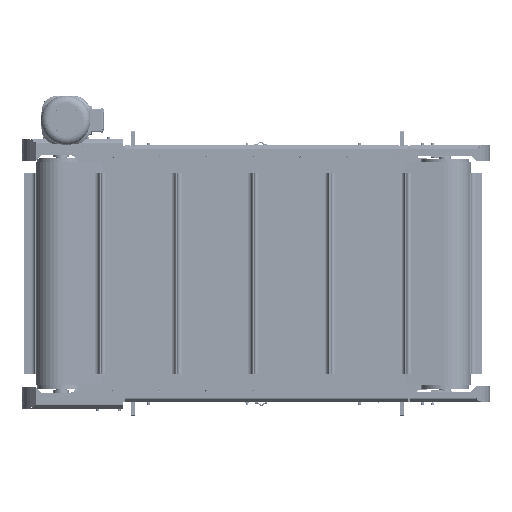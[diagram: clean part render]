
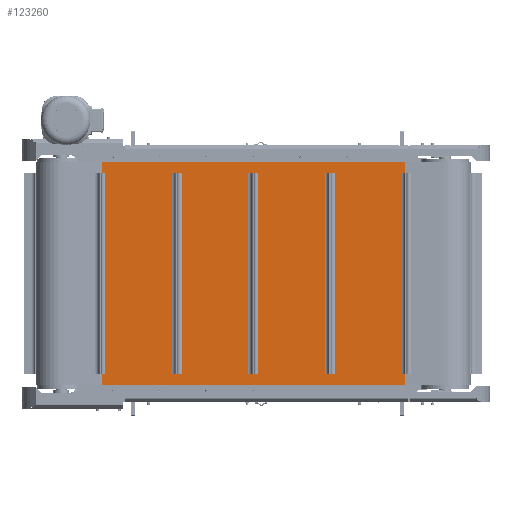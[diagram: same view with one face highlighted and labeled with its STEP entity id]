
A CAD part, left-side view. The second image highlights one B-rep face of the part: STEP entity #123260.
In plain terms, the highlighted planar face has unit normal (-1, 0, 0).
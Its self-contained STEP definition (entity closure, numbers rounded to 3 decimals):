
#1655=FACE_BOUND('',#17452,.T.);
#1656=FACE_BOUND('',#17453,.T.);
#1657=FACE_BOUND('',#17454,.T.);
#4291=PLANE('',#130931);
#10451=FACE_OUTER_BOUND('',#17451,.T.);
#17451=EDGE_LOOP('',(#84057,#84058,#84059,#84060,#84061,#84062,#84063,#84064,
#84065,#84066,#84067,#84068));
#17452=EDGE_LOOP('',(#84069,#84070,#84071,#84072));
#17453=EDGE_LOOP('',(#84073,#84074,#84075,#84076));
#17454=EDGE_LOOP('',(#84077,#84078,#84079,#84080));
#25376=LINE('',#180117,#36200);
#25382=LINE('',#180133,#36206);
#25395=LINE('',#180162,#36219);
#25397=LINE('',#180167,#36221);
#25401=LINE('',#180174,#36225);
#25402=LINE('',#180178,#36226);
#25406=LINE('',#180186,#36230);
#25419=LINE('',#180220,#36243);
#25421=LINE('',#180223,#36245);
#25422=LINE('',#180227,#36246);
#25426=LINE('',#180235,#36250);
#25439=LINE('',#180269,#36263);
#25441=LINE('',#180272,#36265);
#25442=LINE('',#180276,#36266);
#25446=LINE('',#180284,#36270);
#25459=LINE('',#180318,#36283);
#25461=LINE('',#180321,#36285);
#25462=LINE('',#180325,#36286);
#25480=LINE('',#180370,#36304);
#25483=LINE('',#180374,#36307);
#25484=LINE('',#180377,#36308);
#25485=LINE('',#180378,#36309);
#25486=LINE('',#180380,#36310);
#25487=LINE('',#180381,#36311);
#36200=VECTOR('',#144990,10.);
#36206=VECTOR('',#145002,10.);
#36219=VECTOR('',#145031,10.);
#36221=VECTOR('',#145037,10.);
#36225=VECTOR('',#145041,10.);
#36226=VECTOR('',#145044,10.);
#36230=VECTOR('',#145050,10.);
#36243=VECTOR('',#145083,10.);
#36245=VECTOR('',#145087,10.);
#36246=VECTOR('',#145090,10.);
#36250=VECTOR('',#145096,10.);
#36263=VECTOR('',#145129,10.);
#36265=VECTOR('',#145133,10.);
#36266=VECTOR('',#145136,10.);
#36270=VECTOR('',#145142,10.);
#36283=VECTOR('',#145175,10.);
#36285=VECTOR('',#145179,10.);
#36286=VECTOR('',#145182,10.);
#36304=VECTOR('',#145222,10.);
#36307=VECTOR('',#145227,10.);
#36308=VECTOR('',#145230,10.);
#36309=VECTOR('',#145231,10.);
#36310=VECTOR('',#145232,10.);
#36311=VECTOR('',#145233,10.);
#52000=VERTEX_POINT('',#180113);
#52002=VERTEX_POINT('',#180116);
#52009=VERTEX_POINT('',#180132);
#52017=VERTEX_POINT('',#180159);
#52018=VERTEX_POINT('',#180166);
#52021=VERTEX_POINT('',#180172);
#52022=VERTEX_POINT('',#180176);
#52023=VERTEX_POINT('',#180177);
#52026=VERTEX_POINT('',#180185);
#52037=VERTEX_POINT('',#180219);
#52038=VERTEX_POINT('',#180225);
#52039=VERTEX_POINT('',#180226);
#52042=VERTEX_POINT('',#180234);
#52053=VERTEX_POINT('',#180268);
#52054=VERTEX_POINT('',#180274);
#52055=VERTEX_POINT('',#180275);
#52058=VERTEX_POINT('',#180283);
#52069=VERTEX_POINT('',#180317);
#52070=VERTEX_POINT('',#180323);
#52071=VERTEX_POINT('',#180324);
#52086=VERTEX_POINT('',#180368);
#52087=VERTEX_POINT('',#180369);
#52088=VERTEX_POINT('',#180376);
#52089=VERTEX_POINT('',#180379);
#64099=EDGE_CURVE('',#52002,#52000,#25376,.T.);
#64107=EDGE_CURVE('',#52009,#52002,#25382,.T.);
#64122=EDGE_CURVE('',#52017,#52009,#25395,.T.);
#64124=EDGE_CURVE('',#52018,#52017,#25397,.T.);
#64128=EDGE_CURVE('',#52000,#52021,#25401,.T.);
#64129=EDGE_CURVE('',#52022,#52023,#25402,.T.);
#64133=EDGE_CURVE('',#52026,#52022,#25406,.T.);
#64150=EDGE_CURVE('',#52037,#52026,#25419,.T.);
#64152=EDGE_CURVE('',#52023,#52037,#25421,.T.);
#64153=EDGE_CURVE('',#52038,#52039,#25422,.T.);
#64157=EDGE_CURVE('',#52042,#52038,#25426,.T.);
#64174=EDGE_CURVE('',#52053,#52042,#25439,.T.);
#64176=EDGE_CURVE('',#52039,#52053,#25441,.T.);
#64177=EDGE_CURVE('',#52054,#52055,#25442,.T.);
#64181=EDGE_CURVE('',#52058,#52054,#25446,.T.);
#64198=EDGE_CURVE('',#52069,#52058,#25459,.T.);
#64200=EDGE_CURVE('',#52055,#52069,#25461,.T.);
#64201=EDGE_CURVE('',#52070,#52071,#25462,.T.);
#64223=EDGE_CURVE('',#52086,#52087,#25480,.T.);
#64226=EDGE_CURVE('',#52071,#52086,#25483,.T.);
#64227=EDGE_CURVE('',#52088,#52021,#25484,.T.);
#64228=EDGE_CURVE('',#52088,#52070,#25485,.T.);
#64229=EDGE_CURVE('',#52087,#52089,#25486,.T.);
#64230=EDGE_CURVE('',#52018,#52089,#25487,.T.);
#84057=ORIENTED_EDGE('',*,*,#64099,.T.);
#84058=ORIENTED_EDGE('',*,*,#64128,.T.);
#84059=ORIENTED_EDGE('',*,*,#64227,.F.);
#84060=ORIENTED_EDGE('',*,*,#64228,.T.);
#84061=ORIENTED_EDGE('',*,*,#64201,.T.);
#84062=ORIENTED_EDGE('',*,*,#64226,.T.);
#84063=ORIENTED_EDGE('',*,*,#64223,.T.);
#84064=ORIENTED_EDGE('',*,*,#64229,.T.);
#84065=ORIENTED_EDGE('',*,*,#64230,.F.);
#84066=ORIENTED_EDGE('',*,*,#64124,.T.);
#84067=ORIENTED_EDGE('',*,*,#64122,.T.);
#84068=ORIENTED_EDGE('',*,*,#64107,.T.);
#84069=ORIENTED_EDGE('',*,*,#64133,.T.);
#84070=ORIENTED_EDGE('',*,*,#64129,.T.);
#84071=ORIENTED_EDGE('',*,*,#64152,.T.);
#84072=ORIENTED_EDGE('',*,*,#64150,.T.);
#84073=ORIENTED_EDGE('',*,*,#64157,.T.);
#84074=ORIENTED_EDGE('',*,*,#64153,.T.);
#84075=ORIENTED_EDGE('',*,*,#64176,.T.);
#84076=ORIENTED_EDGE('',*,*,#64174,.T.);
#84077=ORIENTED_EDGE('',*,*,#64181,.T.);
#84078=ORIENTED_EDGE('',*,*,#64177,.T.);
#84079=ORIENTED_EDGE('',*,*,#64200,.T.);
#84080=ORIENTED_EDGE('',*,*,#64198,.T.);
#123260=ADVANCED_FACE('',(#10451,#1655,#1656,#1657),#4291,.T.);
#130931=AXIS2_PLACEMENT_3D('',#180375,#145228,#145229);
#144990=DIRECTION('',(0.,-1.,0.));
#145002=DIRECTION('',(0.,0.,1.));
#145031=DIRECTION('',(0.,1.,0.));
#145037=DIRECTION('',(0.,0.,1.));
#145041=DIRECTION('',(0.,0.,1.));
#145044=DIRECTION('',(0.,0.,1.));
#145050=DIRECTION('',(0.,1.,0.));
#145083=DIRECTION('',(0.,0.,-1.));
#145087=DIRECTION('',(0.,-1.,0.));
#145090=DIRECTION('',(0.,0.,1.));
#145096=DIRECTION('',(0.,1.,0.));
#145129=DIRECTION('',(0.,0.,-1.));
#145133=DIRECTION('',(0.,-1.,0.));
#145136=DIRECTION('',(0.,0.,1.));
#145142=DIRECTION('',(0.,1.,0.));
#145175=DIRECTION('',(0.,0.,-1.));
#145179=DIRECTION('',(0.,-1.,0.));
#145182=DIRECTION('',(0.,-1.,0.));
#145222=DIRECTION('',(0.,1.,0.));
#145227=DIRECTION('',(0.,0.,-1.));
#145228=DIRECTION('center_axis',(-1.,0.,0.));
#145229=DIRECTION('ref_axis',(0.,-1.,0.));
#145230=DIRECTION('',(0.,-1.,0.));
#145231=DIRECTION('',(0.,0.,-1.));
#145232=DIRECTION('',(0.,0.,-1.));
#145233=DIRECTION('',(0.,1.,0.));
#180113=CARTESIAN_POINT('',(-201.85,-701.513,450.));
#180116=CARTESIAN_POINT('',(-201.85,-686.579,450.));
#180117=CARTESIAN_POINT('',(-201.85,-25.588,450.));
#180132=CARTESIAN_POINT('',(-201.85,-686.579,-450.));
#180133=CARTESIAN_POINT('',(-201.85,-686.579,0.));
#180159=CARTESIAN_POINT('',(-201.85,-701.513,-450.));
#180162=CARTESIAN_POINT('',(-201.85,-25.588,-450.));
#180166=CARTESIAN_POINT('',(-201.85,-701.513,-500.));
#180167=CARTESIAN_POINT('',(-201.85,-701.513,0.));
#180172=CARTESIAN_POINT('',(-201.85,-701.513,500.));
#180174=CARTESIAN_POINT('',(-201.85,-701.513,0.));
#180176=CARTESIAN_POINT('',(-201.85,-343.566,-450.));
#180177=CARTESIAN_POINT('',(-201.85,-343.566,450.));
#180178=CARTESIAN_POINT('',(-201.85,-343.566,0.));
#180185=CARTESIAN_POINT('',(-201.85,-387.566,-450.));
#180186=CARTESIAN_POINT('',(-201.85,145.974,-450.));
#180219=CARTESIAN_POINT('',(-201.85,-387.566,450.));
#180220=CARTESIAN_POINT('',(-201.85,-387.566,0.));
#180223=CARTESIAN_POINT('',(-201.85,145.974,450.));
#180225=CARTESIAN_POINT('',(-201.85,-0.136,-450.));
#180226=CARTESIAN_POINT('',(-201.85,-0.136,450.));
#180227=CARTESIAN_POINT('',(-201.85,-0.136,0.));
#180234=CARTESIAN_POINT('',(-201.85,-44.136,-450.));
#180235=CARTESIAN_POINT('',(-201.85,317.689,-450.));
#180268=CARTESIAN_POINT('',(-201.85,-44.136,450.));
#180269=CARTESIAN_POINT('',(-201.85,-44.136,0.));
#180272=CARTESIAN_POINT('',(-201.85,317.689,450.));
#180274=CARTESIAN_POINT('',(-201.85,343.294,-450.));
#180275=CARTESIAN_POINT('',(-201.85,343.294,450.));
#180276=CARTESIAN_POINT('',(-201.85,343.294,0.));
#180283=CARTESIAN_POINT('',(-201.85,299.294,-450.));
#180284=CARTESIAN_POINT('',(-201.85,489.404,-450.));
#180317=CARTESIAN_POINT('',(-201.85,299.294,450.));
#180318=CARTESIAN_POINT('',(-201.85,299.294,0.));
#180321=CARTESIAN_POINT('',(-201.85,489.404,450.));
#180323=CARTESIAN_POINT('',(-201.85,657.513,450.));
#180324=CARTESIAN_POINT('',(-201.85,642.306,450.));
#180325=CARTESIAN_POINT('',(-201.85,660.966,450.));
#180368=CARTESIAN_POINT('',(-201.85,642.306,-450.));
#180369=CARTESIAN_POINT('',(-201.85,657.513,-450.));
#180370=CARTESIAN_POINT('',(-201.85,660.966,-450.));
#180374=CARTESIAN_POINT('',(-201.85,642.306,0.));
#180375=CARTESIAN_POINT('Origin',(-201.85,657.513,0.));
#180376=CARTESIAN_POINT('',(-201.85,657.513,500.));
#180377=CARTESIAN_POINT('',(-201.85,657.513,500.));
#180378=CARTESIAN_POINT('',(-201.85,657.513,0.));
#180379=CARTESIAN_POINT('',(-201.85,657.513,-500.));
#180380=CARTESIAN_POINT('',(-201.85,657.513,0.));
#180381=CARTESIAN_POINT('',(-201.85,657.513,-500.));
